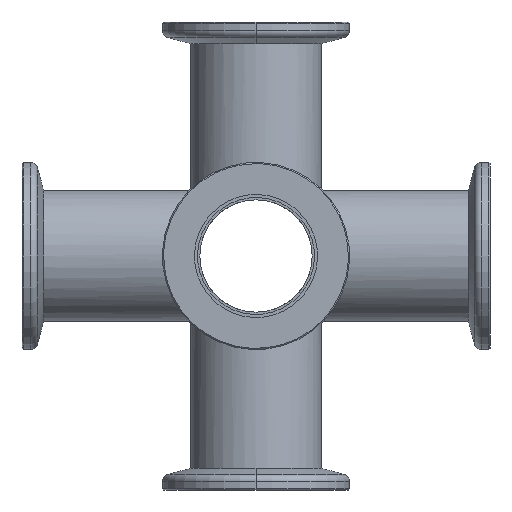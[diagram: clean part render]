
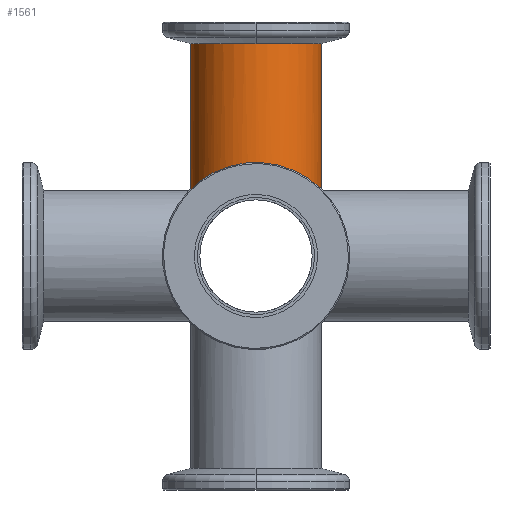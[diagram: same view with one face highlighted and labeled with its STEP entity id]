
A CAD part, front view. The second image highlights one B-rep face of the part: STEP entity #1561.
In plain terms, the highlighted cylindrical face has radius 14 mm (diameter 28 mm), a partial arc.
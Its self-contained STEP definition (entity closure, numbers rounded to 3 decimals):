
#584 = CARTESIAN_POINT ( 'NONE',  ( -14., 0., 46.5 ) ) ;
#607 = CARTESIAN_POINT ( 'NONE',  ( 9.899, -9.899, 9.899 ) ) ;
#608 = CARTESIAN_POINT ( 'NONE',  ( -9.899, -9.899, 9.899 ) ) ;
#613 = CARTESIAN_POINT ( 'NONE',  ( 14., 0., 14. ) ) ;
#646 = CARTESIAN_POINT ( 'NONE',  ( 14., 0., 46.5 ) ) ;
#680 = CARTESIAN_POINT ( 'NONE',  ( -14., 0., 14. ) ) ;
#683 = CARTESIAN_POINT ( 'NONE',  ( 0., -14., 14. ) ) ;
#734 = DIRECTION ( 'NONE',  ( 0., 0., -1. ) ) ;
#738 = LINE ( 'NONE', #745, #2770 ) ;
#745 = CARTESIAN_POINT ( 'NONE',  ( 14., 0., 46.5 ) ) ;
#947 = ORIENTED_EDGE ( 'NONE', *, *, #1079, .F. ) ;
#1025 = EDGE_LOOP ( 'NONE', ( #1302, #1380, #1461, #1368, #1263, #1354, #947 ) ) ;
#1067 = EDGE_CURVE ( 'NONE', #1515, #1384, #2671, .T. ) ;
#1068 = EDGE_CURVE ( 'NONE', #1484, #1276, #2069, .T. ) ;
#1079 = EDGE_CURVE ( 'NONE', #1476, #1485, #2079, .T. ) ;
#1080 = EDGE_CURVE ( 'NONE', #1274, #1484, #2063, .T. ) ;
#1090 = EDGE_CURVE ( 'NONE', #1515, #1276, #2178, .T. ) ;
#1104 = EDGE_CURVE ( 'NONE', #1485, #1274, #2800, .T. ) ;
#1156 = EDGE_CURVE ( 'NONE', #1384, #1476, #738, .T. ) ;
#1263 = ORIENTED_EDGE ( 'NONE', *, *, #1080, .F. ) ;
#1264 = CARTESIAN_POINT ( 'NONE',  ( 0., 0., 46.5 ) ) ;
#1273 = CARTESIAN_POINT ( 'NONE',  ( -12.56, -7.239, 12.56 ) ) ;
#1274 = VERTEX_POINT ( 'NONE', #683 ) ;
#1276 = VERTEX_POINT ( 'NONE', #680 ) ;
#1291 = DIRECTION ( 'NONE',  ( 0., 0., 1. ) ) ;
#1302 = ORIENTED_EDGE ( 'NONE', *, *, #1156, .F. ) ;
#1307 = CARTESIAN_POINT ( 'NONE',  ( -14., -3.763, 14. ) ) ;
#1313 = CARTESIAN_POINT ( 'NONE',  ( -14., 0., 14. ) ) ;
#1354 = ORIENTED_EDGE ( 'NONE', *, *, #1104, .F. ) ;
#1368 = ORIENTED_EDGE ( 'NONE', *, *, #1068, .F. ) ;
#1380 = ORIENTED_EDGE ( 'NONE', *, *, #1067, .F. ) ;
#1384 = VERTEX_POINT ( 'NONE', #646 ) ;
#1405 = CARTESIAN_POINT ( 'NONE',  ( -3.763, -14., 14. ) ) ;
#1418 = DIRECTION ( 'NONE',  ( 1., 0., 0. ) ) ;
#1436 = CARTESIAN_POINT ( 'NONE',  ( 9.899, -9.899, 9.899 ) ) ;
#1439 = CARTESIAN_POINT ( 'NONE',  ( 12.56, -7.239, 12.56 ) ) ;
#1450 = CARTESIAN_POINT ( 'NONE',  ( 14., -3.763, 14. ) ) ;
#1451 = CARTESIAN_POINT ( 'NONE',  ( 0., -14., 14. ) ) ;
#1456 = CARTESIAN_POINT ( 'NONE',  ( 14., 0., 14. ) ) ;
#1461 = ORIENTED_EDGE ( 'NONE', *, *, #1090, .T. ) ;
#1476 = VERTEX_POINT ( 'NONE', #613 ) ;
#1484 = VERTEX_POINT ( 'NONE', #608 ) ;
#1485 = VERTEX_POINT ( 'NONE', #607 ) ;
#1500 = CARTESIAN_POINT ( 'NONE',  ( -9.899, -9.899, 9.899 ) ) ;
#1515 = VERTEX_POINT ( 'NONE', #584 ) ;
#1561 = ADVANCED_FACE ( 'NONE', ( #1780 ), #1781, .T. ) ;
#1762 = DIRECTION ( 'NONE',  ( 0., 0., -1. ) ) ;
#1773 = DIRECTION ( 'NONE',  ( -1., 0., 0. ) ) ;
#1779 = CARTESIAN_POINT ( 'NONE',  ( 0., 0., 46.5 ) ) ;
#1780 = FACE_OUTER_BOUND ( 'NONE', #1025, .T. ) ;
#1781 = CYLINDRICAL_SURFACE ( 'NONE', #2633, 14. ) ;
#2063 =( BOUNDED_CURVE ( )  B_SPLINE_CURVE ( 3, ( #1451, #1405, #2291, #2296 ),
 .UNSPECIFIED., .F., .T. ) 
 B_SPLINE_CURVE_WITH_KNOTS ( ( 4, 4 ),
 ( 3.142, 3.927 ),
 .UNSPECIFIED. ) 
 CURVE ( )  GEOMETRIC_REPRESENTATION_ITEM ( )  RATIONAL_B_SPLINE_CURVE ( ( 1., 0.949, 0.949, 1. ) ) 
 REPRESENTATION_ITEM ( '' )  );
#2069 =( BOUNDED_CURVE ( )  B_SPLINE_CURVE ( 3, ( #1500, #1273, #1307, #1313 ),
 .UNSPECIFIED., .F., .T. ) 
 B_SPLINE_CURVE_WITH_KNOTS ( ( 4, 4 ),
 ( 2.356, 3.142 ),
 .UNSPECIFIED. ) 
 CURVE ( )  GEOMETRIC_REPRESENTATION_ITEM ( )  RATIONAL_B_SPLINE_CURVE ( ( 1., 0.949, 0.949, 1. ) ) 
 REPRESENTATION_ITEM ( '' )  );
#2079 =( BOUNDED_CURVE ( )  B_SPLINE_CURVE ( 3, ( #1456, #1450, #1439, #1436 ),
 .UNSPECIFIED., .F., .T. ) 
 B_SPLINE_CURVE_WITH_KNOTS ( ( 4, 4 ),
 ( 3.142, 3.927 ),
 .UNSPECIFIED. ) 
 CURVE ( )  GEOMETRIC_REPRESENTATION_ITEM ( )  RATIONAL_B_SPLINE_CURVE ( ( 1., 0.949, 0.949, 1. ) ) 
 REPRESENTATION_ITEM ( '' )  );
#2163 = DIRECTION ( 'NONE',  ( 0., 0., -1. ) ) ;
#2169 = CARTESIAN_POINT ( 'NONE',  ( -14., 0., 46.5 ) ) ;
#2178 = LINE ( 'NONE', #2169, #2750 ) ;
#2249 = CARTESIAN_POINT ( 'NONE',  ( 0., -14., 14. ) ) ;
#2250 = CARTESIAN_POINT ( 'NONE',  ( 3.763, -14., 14. ) ) ;
#2252 = CARTESIAN_POINT ( 'NONE',  ( 7.239, -12.56, 12.56 ) ) ;
#2259 = CARTESIAN_POINT ( 'NONE',  ( 9.899, -9.899, 9.899 ) ) ;
#2291 = CARTESIAN_POINT ( 'NONE',  ( -7.239, -12.56, 12.56 ) ) ;
#2296 = CARTESIAN_POINT ( 'NONE',  ( -9.899, -9.899, 9.899 ) ) ;
#2633 = AXIS2_PLACEMENT_3D ( 'NONE', #1779, #1762, #1773 ) ;
#2667 = AXIS2_PLACEMENT_3D ( 'NONE', #1264, #1291, #1418 ) ;
#2671 = CIRCLE ( 'NONE', #2667, 14. ) ;
#2750 = VECTOR ( 'NONE', #2163, 1000. ) ;
#2770 = VECTOR ( 'NONE', #734, 1000. ) ;
#2800 =( BOUNDED_CURVE ( )  B_SPLINE_CURVE ( 3, ( #2259, #2252, #2250, #2249 ),
 .UNSPECIFIED., .F., .T. ) 
 B_SPLINE_CURVE_WITH_KNOTS ( ( 4, 4 ),
 ( 2.356, 3.142 ),
 .UNSPECIFIED. ) 
 CURVE ( )  GEOMETRIC_REPRESENTATION_ITEM ( )  RATIONAL_B_SPLINE_CURVE ( ( 1., 0.949, 0.949, 1. ) ) 
 REPRESENTATION_ITEM ( '' )  );
